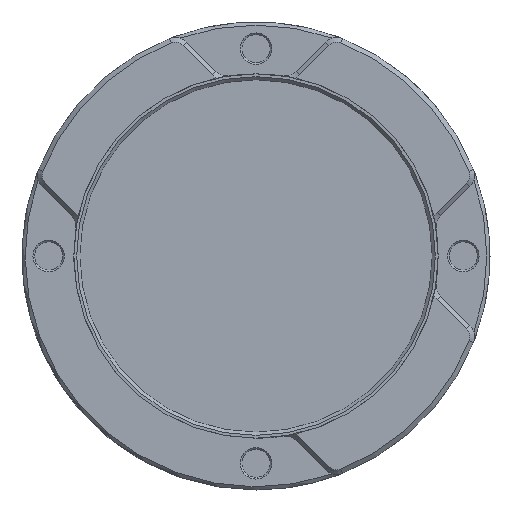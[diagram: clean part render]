
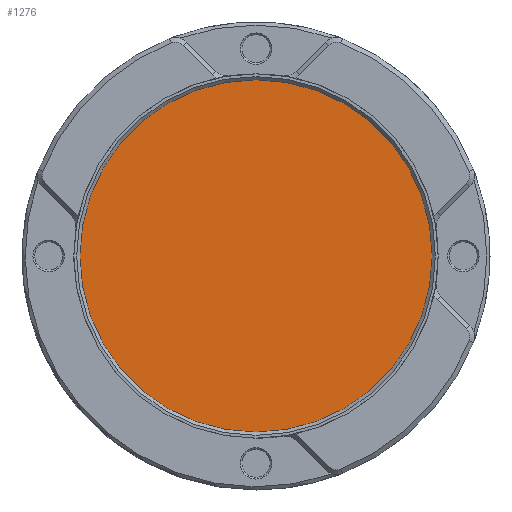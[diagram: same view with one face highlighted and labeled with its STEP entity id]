
A CAD part, left-side view. The second image highlights one B-rep face of the part: STEP entity #1276.
In plain terms, the highlighted planar face has unit normal (-1, 0, 0).
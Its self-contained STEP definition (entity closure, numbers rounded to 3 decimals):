
#43=PLANE('',#1462);
#164=FACE_OUTER_BOUND('',#244,.T.);
#244=EDGE_LOOP('',(#1179,#1180));
#414=CIRCLE('',#1322,56.1);
#415=CIRCLE('',#1323,56.1);
#510=VERTEX_POINT('',#1939);
#511=VERTEX_POINT('',#1940);
#639=EDGE_CURVE('',#510,#511,#414,.T.);
#640=EDGE_CURVE('',#511,#510,#415,.T.);
#1179=ORIENTED_EDGE('',*,*,#639,.T.);
#1180=ORIENTED_EDGE('',*,*,#640,.T.);
#1276=ADVANCED_FACE('',(#164),#43,.T.);
#1322=AXIS2_PLACEMENT_3D('',#1941,#1519,#1520);
#1323=AXIS2_PLACEMENT_3D('',#1942,#1521,#1522);
#1462=AXIS2_PLACEMENT_3D('',#2645,#1870,#1871);
#1519=DIRECTION('center_axis',(-1.,0.,0.));
#1520=DIRECTION('ref_axis',(0.,0.,-1.));
#1521=DIRECTION('center_axis',(-1.,0.,0.));
#1522=DIRECTION('ref_axis',(0.,0.,-1.));
#1870=DIRECTION('center_axis',(-1.,0.,0.));
#1871=DIRECTION('ref_axis',(0.,0.,1.));
#1939=CARTESIAN_POINT('',(-17.3,0.,56.1));
#1940=CARTESIAN_POINT('',(-17.3,0.,-56.1));
#1941=CARTESIAN_POINT('Origin',(-17.3,0.,0.));
#1942=CARTESIAN_POINT('Origin',(-17.3,0.,0.));
#2645=CARTESIAN_POINT('Origin',(-17.3,0.,0.));
